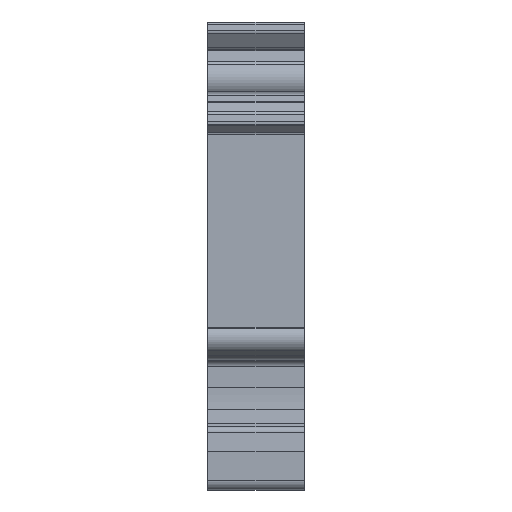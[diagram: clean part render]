
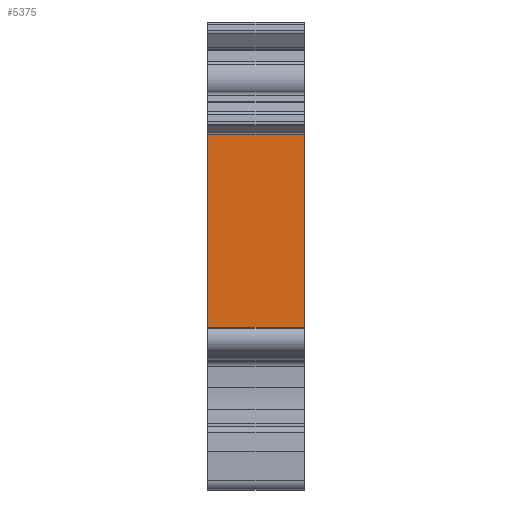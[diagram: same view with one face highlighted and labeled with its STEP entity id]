
A CAD part, left-side view. The second image highlights one B-rep face of the part: STEP entity #5375.
In plain terms, the highlighted planar face has unit normal (-1, 0, 0).
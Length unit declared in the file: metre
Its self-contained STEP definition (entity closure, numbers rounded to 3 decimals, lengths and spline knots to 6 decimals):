
#103=PLANE('',#5829);
#309=FACE_OUTER_BOUND('',#584,.T.);
#584=EDGE_LOOP('',(#4108,#4109,#4110,#4111));
#864=LINE('',#7998,#1392);
#1070=LINE('',#8643,#1598);
#1071=LINE('',#8646,#1599);
#1072=LINE('',#8647,#1600);
#1392=VECTOR('',#6386,0.020013);
#1598=VECTOR('',#7006,0.01);
#1599=VECTOR('',#7009,0.020013);
#1600=VECTOR('',#7010,0.01);
#2185=VERTEX_POINT('',#7995);
#2186=VERTEX_POINT('',#7997);
#2418=VERTEX_POINT('',#8641);
#2419=VERTEX_POINT('',#8645);
#2742=EDGE_CURVE('',#2186,#2185,#864,.T.);
#3066=EDGE_CURVE('',#2418,#2185,#1070,.T.);
#3067=EDGE_CURVE('',#2419,#2418,#1071,.T.);
#3068=EDGE_CURVE('',#2419,#2186,#1072,.T.);
#4108=ORIENTED_EDGE('',*,*,#2742,.T.);
#4109=ORIENTED_EDGE('',*,*,#3066,.F.);
#4110=ORIENTED_EDGE('',*,*,#3067,.F.);
#4111=ORIENTED_EDGE('',*,*,#3068,.T.);
#5375=ADVANCED_FACE('',(#309),#103,.F.);
#5829=AXIS2_PLACEMENT_3D('',#8644,#7007,#7008);
#6386=DIRECTION('',(0.,0.,1.));
#7006=DIRECTION('',(0.,-1.,0.));
#7007=DIRECTION('center_axis',(1.,0.,0.));
#7008=DIRECTION('ref_axis',(0.,0.,-1.));
#7009=DIRECTION('',(0.,0.,1.));
#7010=DIRECTION('',(0.,-1.,0.));
#7995=CARTESIAN_POINT('',(-0.0517,0.,0.029588));
#7997=CARTESIAN_POINT('',(-0.0517,0.,0.009575));
#7998=CARTESIAN_POINT('',(-0.0517,0.,0.009575));
#8641=CARTESIAN_POINT('',(-0.0517,0.01,0.029588));
#8643=CARTESIAN_POINT('',(-0.0517,0.01,0.029588));
#8644=CARTESIAN_POINT('Origin',(-0.0517,0.00995,0.009575));
#8645=CARTESIAN_POINT('',(-0.0517,0.01,0.009575));
#8646=CARTESIAN_POINT('',(-0.0517,0.01,0.009575));
#8647=CARTESIAN_POINT('',(-0.0517,0.01,0.009575));
